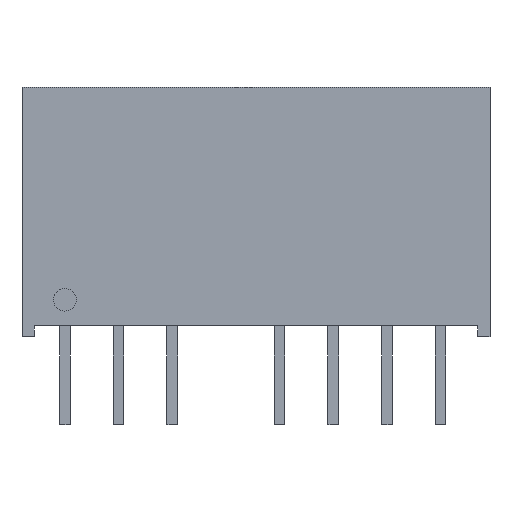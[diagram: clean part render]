
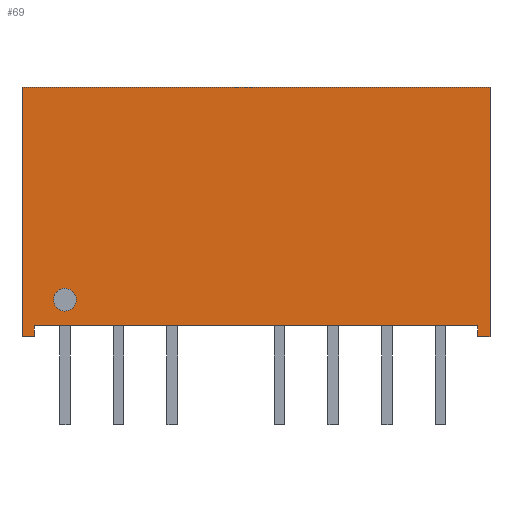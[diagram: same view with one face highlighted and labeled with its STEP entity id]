
A CAD part, front view. The second image highlights one B-rep face of the part: STEP entity #69.
In plain terms, the highlighted planar face has unit normal (0, -1, 0).
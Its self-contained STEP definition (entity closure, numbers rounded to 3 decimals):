
#3 = VECTOR ( 'NONE', #1335, 1000. ) ;
#7 = VECTOR ( 'NONE', #1428, 1000. ) ;
#21 = DIRECTION ( 'NONE',  ( 0., 0., -1. ) ) ;
#35 = FACE_OUTER_BOUND ( 'NONE', #1606, .T. ) ;
#69 = ADVANCED_FACE ( 'NONE', ( #1342, #35 ), #619, .T. ) ;
#102 = CARTESIAN_POINT ( 'NONE',  ( 19.8, -5.7, 11.6 ) ) ;
#130 = VERTEX_POINT ( 'NONE', #194 ) ;
#150 = EDGE_CURVE ( 'NONE', #130, #356, #1800, .T. ) ;
#169 = LINE ( 'NONE', #759, #3 ) ;
#183 = VERTEX_POINT ( 'NONE', #1810 ) ;
#194 = CARTESIAN_POINT ( 'NONE',  ( 19.233, -5.7, 0. ) ) ;
#212 = ORIENTED_EDGE ( 'NONE', *, *, #306, .F. ) ;
#227 = EDGE_CURVE ( 'NONE', #130, #837, #962, .T. ) ;
#237 = DIRECTION ( 'NONE',  ( 1., 0., 0. ) ) ;
#251 = DIRECTION ( 'NONE',  ( 0., 0., 1. ) ) ;
#270 = EDGE_CURVE ( 'NONE', #1735, #837, #1407, .T. ) ;
#276 = LINE ( 'NONE', #857, #7 ) ;
#283 = DIRECTION ( 'NONE',  ( 0., 0., 1. ) ) ;
#293 = VERTEX_POINT ( 'NONE', #1845 ) ;
#306 = EDGE_CURVE ( 'NONE', #183, #780, #276, .T. ) ;
#314 = CARTESIAN_POINT ( 'NONE',  ( -2., -5.7, 11.6 ) ) ;
#316 = ORIENTED_EDGE ( 'NONE', *, *, #270, .F. ) ;
#330 = VECTOR ( 'NONE', #237, 1000. ) ;
#356 = VERTEX_POINT ( 'NONE', #1588 ) ;
#390 = AXIS2_PLACEMENT_3D ( 'NONE', #1204, #1765, #474 ) ;
#397 = VERTEX_POINT ( 'NONE', #855 ) ;
#429 = VECTOR ( 'NONE', #1098, 1000. ) ;
#441 = ORIENTED_EDGE ( 'NONE', *, *, #1611, .T. ) ;
#444 = VECTOR ( 'NONE', #283, 1000. ) ;
#448 = EDGE_CURVE ( 'NONE', #1705, #293, #482, .T. ) ;
#474 = DIRECTION ( 'NONE',  ( 0., 0., -1. ) ) ;
#482 = CIRCLE ( 'NONE', #1532, 0.53 ) ;
#511 = CARTESIAN_POINT ( 'NONE',  ( 19.233, -5.7, 0. ) ) ;
#554 = ORIENTED_EDGE ( 'NONE', *, *, #227, .T. ) ;
#619 = PLANE ( 'NONE',  #390 ) ;
#692 = DIRECTION ( 'NONE',  ( 0., 0., -1. ) ) ;
#694 = CARTESIAN_POINT ( 'NONE',  ( -0.005, -5.7, 1.713 ) ) ;
#718 = ORIENTED_EDGE ( 'NONE', *, *, #150, .F. ) ;
#735 = AXIS2_PLACEMENT_3D ( 'NONE', #694, #1271, #1838 ) ;
#751 = CARTESIAN_POINT ( 'NONE',  ( -0.005, -5.7, 1.713 ) ) ;
#759 = CARTESIAN_POINT ( 'NONE',  ( -2., -5.7, 0.5 ) ) ;
#779 = ORIENTED_EDGE ( 'NONE', *, *, #888, .F. ) ;
#780 = VERTEX_POINT ( 'NONE', #1866 ) ;
#799 = CARTESIAN_POINT ( 'NONE',  ( -1.433, -5.7, 0.5 ) ) ;
#814 = VECTOR ( 'NONE', #692, 1000. ) ;
#822 = VECTOR ( 'NONE', #896, 1000. ) ;
#837 = VERTEX_POINT ( 'NONE', #1459 ) ;
#855 = CARTESIAN_POINT ( 'NONE',  ( -2., -5.7, 11.6 ) ) ;
#857 = CARTESIAN_POINT ( 'NONE',  ( -2., -5.7, 0. ) ) ;
#871 = EDGE_CURVE ( 'NONE', #397, #1735, #1604, .T. ) ;
#888 = EDGE_CURVE ( 'NONE', #356, #1432, #169, .T. ) ;
#896 = DIRECTION ( 'NONE',  ( 1., 0., 0. ) ) ;
#941 = ORIENTED_EDGE ( 'NONE', *, *, #1182, .F. ) ;
#962 = LINE ( 'NONE', #1535, #330 ) ;
#973 = LINE ( 'NONE', #1545, #1773 ) ;
#1005 = LINE ( 'NONE', #1574, #444 ) ;
#1027 = ORIENTED_EDGE ( 'NONE', *, *, #871, .F. ) ;
#1098 = DIRECTION ( 'NONE',  ( 0., 0., 1. ) ) ;
#1182 = EDGE_CURVE ( 'NONE', #780, #397, #973, .T. ) ;
#1204 = CARTESIAN_POINT ( 'NONE',  ( -2., -5.7, 11.6 ) ) ;
#1242 = CARTESIAN_POINT ( 'NONE',  ( -0.005, -5.7, 2.243 ) ) ;
#1271 = DIRECTION ( 'NONE',  ( 0., -1., 0. ) ) ;
#1327 = DIRECTION ( 'NONE',  ( 0., -1., 0. ) ) ;
#1335 = DIRECTION ( 'NONE',  ( -1., 0., 0. ) ) ;
#1342 = FACE_BOUND ( 'NONE', #1861, .T. ) ;
#1389 = CARTESIAN_POINT ( 'NONE',  ( 19.8, -5.7, 11.6 ) ) ;
#1407 = LINE ( 'NONE', #102, #814 ) ;
#1428 = DIRECTION ( 'NONE',  ( -1., 0., 0. ) ) ;
#1432 = VERTEX_POINT ( 'NONE', #799 ) ;
#1459 = CARTESIAN_POINT ( 'NONE',  ( 19.8, -5.7, 0. ) ) ;
#1532 = AXIS2_PLACEMENT_3D ( 'NONE', #751, #1327, #21 ) ;
#1533 = CIRCLE ( 'NONE', #735, 0.53 ) ;
#1535 = CARTESIAN_POINT ( 'NONE',  ( 19.8, -5.7, 0. ) ) ;
#1545 = CARTESIAN_POINT ( 'NONE',  ( -2., -5.7, 11.6 ) ) ;
#1574 = CARTESIAN_POINT ( 'NONE',  ( -1.433, -5.7, 0. ) ) ;
#1588 = CARTESIAN_POINT ( 'NONE',  ( 19.233, -5.7, 0.5 ) ) ;
#1600 = ORIENTED_EDGE ( 'NONE', *, *, #448, .F. ) ;
#1604 = LINE ( 'NONE', #314, #822 ) ;
#1606 = EDGE_LOOP ( 'NONE', ( #941, #212, #441, #779, #718, #554, #316, #1027 ) ) ;
#1611 = EDGE_CURVE ( 'NONE', #183, #1432, #1005, .T. ) ;
#1679 = ORIENTED_EDGE ( 'NONE', *, *, #1801, .F. ) ;
#1705 = VERTEX_POINT ( 'NONE', #1242 ) ;
#1735 = VERTEX_POINT ( 'NONE', #1389 ) ;
#1765 = DIRECTION ( 'NONE',  ( 0., -1., 0. ) ) ;
#1773 = VECTOR ( 'NONE', #251, 1000. ) ;
#1800 = LINE ( 'NONE', #511, #429 ) ;
#1801 = EDGE_CURVE ( 'NONE', #293, #1705, #1533, .T. ) ;
#1810 = CARTESIAN_POINT ( 'NONE',  ( -1.433, -5.7, 0. ) ) ;
#1838 = DIRECTION ( 'NONE',  ( 0., 0., -1. ) ) ;
#1845 = CARTESIAN_POINT ( 'NONE',  ( -0.005, -5.7, 1.183 ) ) ;
#1861 = EDGE_LOOP ( 'NONE', ( #1679, #1600 ) ) ;
#1866 = CARTESIAN_POINT ( 'NONE',  ( -2., -5.7, 0. ) ) ;
